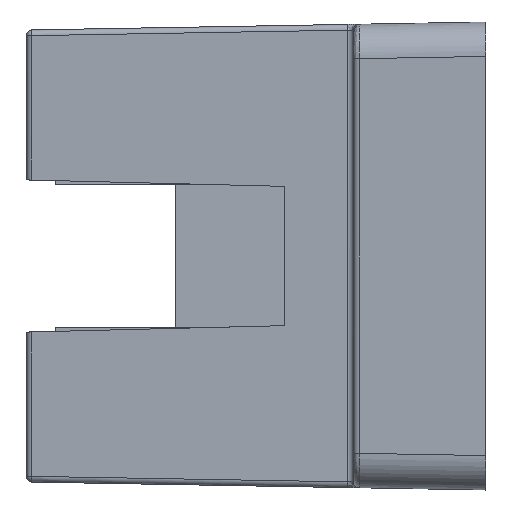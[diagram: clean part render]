
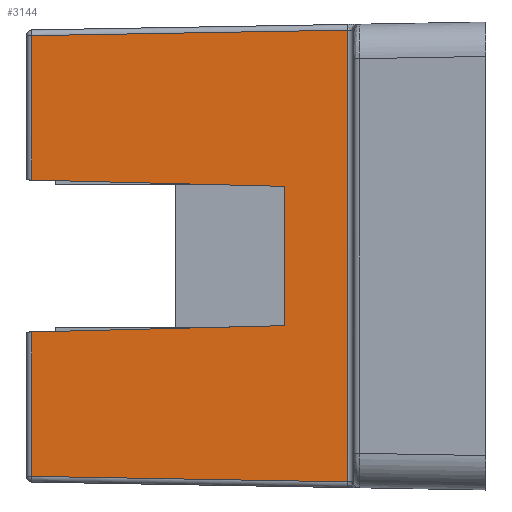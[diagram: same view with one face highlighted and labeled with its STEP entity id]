
A CAD part, left-side view. The second image highlights one B-rep face of the part: STEP entity #3144.
In plain terms, the highlighted planar face has unit normal (-1, 0.018, 0).
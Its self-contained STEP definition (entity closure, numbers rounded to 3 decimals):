
#88 = EDGE_CURVE ( 'NONE', #2892, #3039, #2195, .T. ) ;
#110 = CARTESIAN_POINT ( 'NONE',  ( -6.947, 4.797, 7.866 ) ) ;
#222 = ORIENTED_EDGE ( 'NONE', *, *, #7979, .F. ) ;
#238 = VERTEX_POINT ( 'NONE', #110 ) ;
#378 = CARTESIAN_POINT ( 'NONE',  ( -6.908, 7., -9. ) ) ;
#381 = VECTOR ( 'NONE', #457, 1000. ) ;
#425 = CARTESIAN_POINT ( 'NONE',  ( -6.754, 15.803, -2.645 ) ) ;
#455 = DIRECTION ( 'NONE',  ( 0., 0., 1. ) ) ;
#457 = DIRECTION ( 'NONE',  ( -0.017, -1., 0.025 ) ) ;
#594 = ORIENTED_EDGE ( 'NONE', *, *, #9332, .F. ) ;
#610 = CARTESIAN_POINT ( 'NONE',  ( -6.754, 15.803, -7.674 ) ) ;
#688 = CARTESIAN_POINT ( 'NONE',  ( -6.754, 15.803, -9. ) ) ;
#824 = LINE ( 'NONE', #1146, #7959 ) ;
#1146 = CARTESIAN_POINT ( 'NONE',  ( -6.754, 15.803, -9. ) ) ;
#1367 = ORIENTED_EDGE ( 'NONE', *, *, #9529, .F. ) ;
#1584 = DIRECTION ( 'NONE',  ( 0., 0., -1. ) ) ;
#1772 = PLANE ( 'NONE',  #3470 ) ;
#1792 = CARTESIAN_POINT ( 'NONE',  ( -6.908, 7., -2.425 ) ) ;
#1927 = DIRECTION ( 'NONE',  ( 0.017, 1., 0. ) ) ;
#2195 = LINE ( 'NONE', #688, #4352 ) ;
#2309 = CARTESIAN_POINT ( 'NONE',  ( -6.947, 4.797, -9. ) ) ;
#2861 = CARTESIAN_POINT ( 'NONE',  ( -6.754, 15.803, 2.645 ) ) ;
#2892 = VERTEX_POINT ( 'NONE', #610 ) ;
#2936 = VECTOR ( 'NONE', #1584, 1000. ) ;
#3037 = CARTESIAN_POINT ( 'NONE',  ( -6.908, 7., 2.425 ) ) ;
#3039 = VERTEX_POINT ( 'NONE', #5410 ) ;
#3083 = LINE ( 'NONE', #425, #381 ) ;
#3144 = ADVANCED_FACE ( 'NONE', ( #9151 ), #1772, .F. ) ;
#3336 = CARTESIAN_POINT ( 'NONE',  ( -6.947, 4.797, -7.866 ) ) ;
#3354 = VERTEX_POINT ( 'NONE', #8526 ) ;
#3470 = AXIS2_PLACEMENT_3D ( 'NONE', #8467, #3983, #1927 ) ;
#3711 = ORIENTED_EDGE ( 'NONE', *, *, #7335, .F. ) ;
#3858 = ORIENTED_EDGE ( 'NONE', *, *, #4504, .F. ) ;
#3969 = VERTEX_POINT ( 'NONE', #1792 ) ;
#3983 = DIRECTION ( 'NONE',  ( 1., -0.017, 0. ) ) ;
#4021 = EDGE_LOOP ( 'NONE', ( #3711, #1367, #5223, #3858, #222, #8771, #6266, #594 ) ) ;
#4138 = LINE ( 'NONE', #378, #7117 ) ;
#4262 = EDGE_CURVE ( 'NONE', #7890, #2892, #7809, .T. ) ;
#4335 = DIRECTION ( 'NONE',  ( 0., 0., 1. ) ) ;
#4352 = VECTOR ( 'NONE', #4335, 1000. ) ;
#4504 = EDGE_CURVE ( 'NONE', #3969, #5043, #4138, .T. ) ;
#4577 = CARTESIAN_POINT ( 'NONE',  ( -6.908, 7., 2.425 ) ) ;
#4644 = DIRECTION ( 'NONE',  ( -0.017, -1., 0.017 ) ) ;
#4700 = VERTEX_POINT ( 'NONE', #2861 ) ;
#4924 = EDGE_CURVE ( 'NONE', #5043, #4700, #6549, .T. ) ;
#5043 = VERTEX_POINT ( 'NONE', #4577 ) ;
#5166 = VECTOR ( 'NONE', #6621, 1000. ) ;
#5223 = ORIENTED_EDGE ( 'NONE', *, *, #4924, .F. ) ;
#5410 = CARTESIAN_POINT ( 'NONE',  ( -6.754, 15.803, -2.645 ) ) ;
#5908 = CARTESIAN_POINT ( 'NONE',  ( -6.947, 4.797, -7.866 ) ) ;
#6091 = CARTESIAN_POINT ( 'NONE',  ( -6.387, 36.872, 7.306 ) ) ;
#6266 = ORIENTED_EDGE ( 'NONE', *, *, #4262, .F. ) ;
#6294 = LINE ( 'NONE', #6091, #8579 ) ;
#6314 = VECTOR ( 'NONE', #8124, 1000. ) ;
#6549 = LINE ( 'NONE', #3037, #6314 ) ;
#6621 = DIRECTION ( 'NONE',  ( 0.017, 1., 0.017 ) ) ;
#7117 = VECTOR ( 'NONE', #9207, 1000. ) ;
#7335 = EDGE_CURVE ( 'NONE', #3354, #238, #6294, .T. ) ;
#7809 = LINE ( 'NONE', #5908, #5166 ) ;
#7890 = VERTEX_POINT ( 'NONE', #3336 ) ;
#7959 = VECTOR ( 'NONE', #455, 1000. ) ;
#7979 = EDGE_CURVE ( 'NONE', #3039, #3969, #3083, .T. ) ;
#8124 = DIRECTION ( 'NONE',  ( 0.017, 1., 0.025 ) ) ;
#8323 = LINE ( 'NONE', #2309, #2936 ) ;
#8467 = CARTESIAN_POINT ( 'NONE',  ( -6.95, 4.6, -9. ) ) ;
#8526 = CARTESIAN_POINT ( 'NONE',  ( -6.754, 15.803, 7.674 ) ) ;
#8579 = VECTOR ( 'NONE', #4644, 1000. ) ;
#8771 = ORIENTED_EDGE ( 'NONE', *, *, #88, .F. ) ;
#9151 = FACE_OUTER_BOUND ( 'NONE', #4021, .T. ) ;
#9207 = DIRECTION ( 'NONE',  ( 0., 0., 1. ) ) ;
#9332 = EDGE_CURVE ( 'NONE', #238, #7890, #8323, .T. ) ;
#9529 = EDGE_CURVE ( 'NONE', #4700, #3354, #824, .T. ) ;
